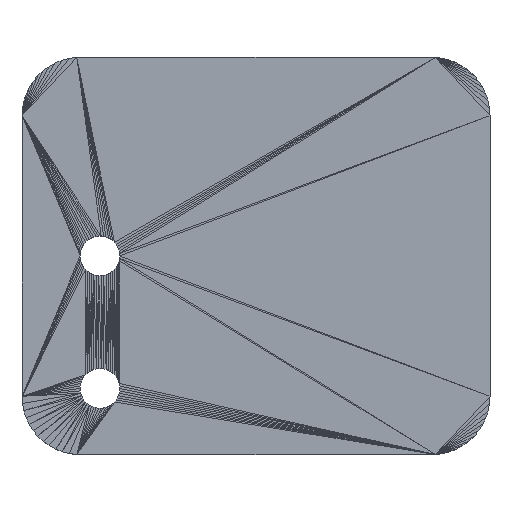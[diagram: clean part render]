
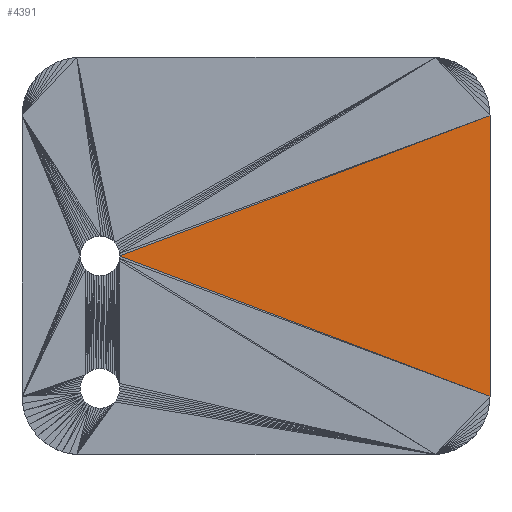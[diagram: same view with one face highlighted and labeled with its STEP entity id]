
A CAD part, top view. The second image highlights one B-rep face of the part: STEP entity #4391.
In plain terms, the highlighted planar face has unit normal (0, 0, 1).
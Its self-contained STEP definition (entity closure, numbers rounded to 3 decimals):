
#3610 = VERTEX_POINT('',#3611);
#3611 = CARTESIAN_POINT('',(20.021,11.999,4.5));
#3916 = PLANE('',#3917);
#3917 = AXIS2_PLACEMENT_3D('',#3918,#3919,#3920);
#3918 = CARTESIAN_POINT('',(4.134,6.034,4.5));
#3919 = DIRECTION('',(0.,0.,1.));
#3920 = DIRECTION('',(0.,1.,0.));
#4339 = VERTEX_POINT('',#4340);
#4340 = CARTESIAN_POINT('',(-11.647,0.,4.5));
#4366 = EDGE_CURVE('',#3610,#4339,#4367,.T.);
#4367 = SURFACE_CURVE('',#4368,(#4372,#4379),.PCURVE_S1.);
#4368 = LINE('',#4369,#4370);
#4369 = CARTESIAN_POINT('',(20.021,11.999,4.5));
#4370 = VECTOR('',#4371,1.);
#4371 = DIRECTION('',(-0.935,-0.354,0.));
#4372 = PCURVE('',#3916,#4373);
#4373 = DEFINITIONAL_REPRESENTATION('',(#4374),#4378);
#4374 = LINE('',#4375,#4376);
#4375 = CARTESIAN_POINT('',(5.965,-15.887));
#4376 = VECTOR('',#4377,1.);
#4377 = DIRECTION('',(-0.354,0.935));
#4378 = ( GEOMETRIC_REPRESENTATION_CONTEXT(2) 
PARAMETRIC_REPRESENTATION_CONTEXT() REPRESENTATION_CONTEXT('2D SPACE',''
  ) );
#4379 = PCURVE('',#4380,#4385);
#4380 = PLANE('',#4381);
#4381 = AXIS2_PLACEMENT_3D('',#4382,#4383,#4384);
#4382 = CARTESIAN_POINT('',(8.329,0.,4.5));
#4383 = DIRECTION('',(0.,0.,1.));
#4384 = DIRECTION('',(1.,0.,-0.));
#4385 = DEFINITIONAL_REPRESENTATION('',(#4386),#4390);
#4386 = LINE('',#4387,#4388);
#4387 = CARTESIAN_POINT('',(11.691,11.999));
#4388 = VECTOR('',#4389,1.);
#4389 = DIRECTION('',(-0.935,-0.354));
#4390 = ( GEOMETRIC_REPRESENTATION_CONTEXT(2) 
PARAMETRIC_REPRESENTATION_CONTEXT() REPRESENTATION_CONTEXT('2D SPACE',''
  ) );
#4391 = ADVANCED_FACE('',(#4392),#4380,.T.);
#4392 = FACE_BOUND('',#4393,.T.);
#4393 = EDGE_LOOP('',(#4394,#4395,#4423));
#4394 = ORIENTED_EDGE('',*,*,#4366,.T.);
#4395 = ORIENTED_EDGE('',*,*,#4396,.T.);
#4396 = EDGE_CURVE('',#4339,#4397,#4399,.T.);
#4397 = VERTEX_POINT('',#4398);
#4398 = CARTESIAN_POINT('',(20.021,-11.999,4.5));
#4399 = SURFACE_CURVE('',#4400,(#4404,#4411),.PCURVE_S1.);
#4400 = LINE('',#4401,#4402);
#4401 = CARTESIAN_POINT('',(-11.647,0.,4.5));
#4402 = VECTOR('',#4403,1.);
#4403 = DIRECTION('',(0.935,-0.354,0.));
#4404 = PCURVE('',#4380,#4405);
#4405 = DEFINITIONAL_REPRESENTATION('',(#4406),#4410);
#4406 = LINE('',#4407,#4408);
#4407 = CARTESIAN_POINT('',(-19.976,0.));
#4408 = VECTOR('',#4409,1.);
#4409 = DIRECTION('',(0.935,-0.354));
#4410 = ( GEOMETRIC_REPRESENTATION_CONTEXT(2) 
PARAMETRIC_REPRESENTATION_CONTEXT() REPRESENTATION_CONTEXT('2D SPACE',''
  ) );
#4411 = PCURVE('',#4412,#4417);
#4412 = PLANE('',#4413);
#4413 = AXIS2_PLACEMENT_3D('',#4414,#4415,#4416);
#4414 = CARTESIAN_POINT('',(4.134,-6.034,4.5));
#4415 = DIRECTION('',(0.,0.,1.));
#4416 = DIRECTION('',(0.,1.,0.));
#4417 = DEFINITIONAL_REPRESENTATION('',(#4418),#4422);
#4418 = LINE('',#4419,#4420);
#4419 = CARTESIAN_POINT('',(6.034,15.781));
#4420 = VECTOR('',#4421,1.);
#4421 = DIRECTION('',(-0.354,-0.935));
#4422 = ( GEOMETRIC_REPRESENTATION_CONTEXT(2) 
PARAMETRIC_REPRESENTATION_CONTEXT() REPRESENTATION_CONTEXT('2D SPACE',''
  ) );
#4423 = ORIENTED_EDGE('',*,*,#4424,.T.);
#4424 = EDGE_CURVE('',#4397,#3610,#4425,.T.);
#4425 = SURFACE_CURVE('',#4426,(#4430,#4437),.PCURVE_S1.);
#4426 = LINE('',#4427,#4428);
#4427 = CARTESIAN_POINT('',(20.021,-11.999,4.5));
#4428 = VECTOR('',#4429,1.);
#4429 = DIRECTION('',(0.,1.,0.));
#4430 = PCURVE('',#4380,#4431);
#4431 = DEFINITIONAL_REPRESENTATION('',(#4432),#4436);
#4432 = LINE('',#4433,#4434);
#4433 = CARTESIAN_POINT('',(11.691,-11.999));
#4434 = VECTOR('',#4435,1.);
#4435 = DIRECTION('',(0.,1.));
#4436 = ( GEOMETRIC_REPRESENTATION_CONTEXT(2) 
PARAMETRIC_REPRESENTATION_CONTEXT() REPRESENTATION_CONTEXT('2D SPACE',''
  ) );
#4437 = PCURVE('',#4438,#4443);
#4438 = PLANE('',#4439);
#4439 = AXIS2_PLACEMENT_3D('',#4440,#4441,#4442);
#4440 = CARTESIAN_POINT('',(20.021,1.02,
    3.27));
#4441 = DIRECTION('',(1.,0.,0.));
#4442 = DIRECTION('',(-0.,0.,1.));
#4443 = DEFINITIONAL_REPRESENTATION('',(#4444),#4448);
#4444 = LINE('',#4445,#4446);
#4445 = CARTESIAN_POINT('',(1.23,13.02));
#4446 = VECTOR('',#4447,1.);
#4447 = DIRECTION('',(0.,-1.));
#4448 = ( GEOMETRIC_REPRESENTATION_CONTEXT(2) 
PARAMETRIC_REPRESENTATION_CONTEXT() REPRESENTATION_CONTEXT('2D SPACE',''
  ) );
